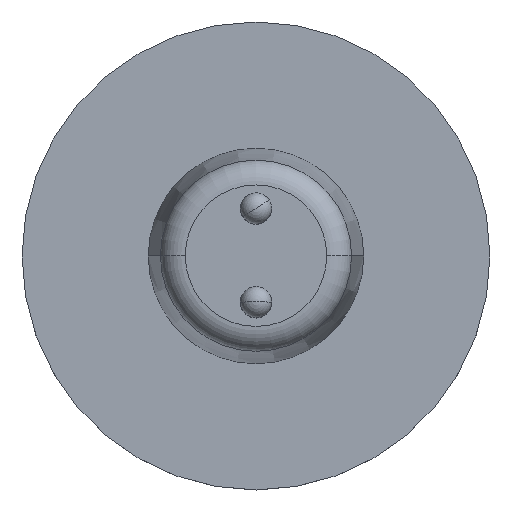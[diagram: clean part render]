
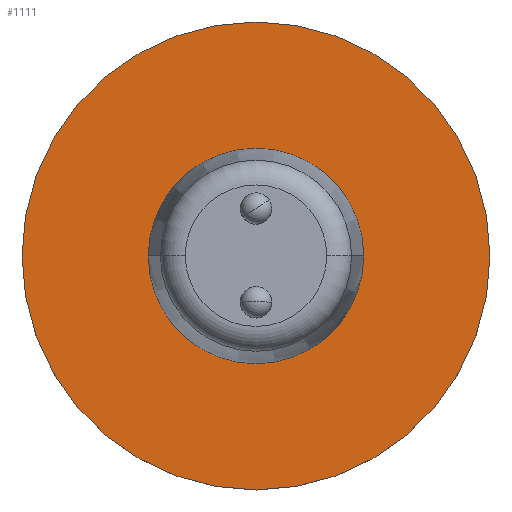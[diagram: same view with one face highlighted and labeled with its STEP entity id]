
A CAD part, top view. The second image highlights one B-rep face of the part: STEP entity #1111.
In plain terms, the highlighted planar face has unit normal (0, 0, 1).
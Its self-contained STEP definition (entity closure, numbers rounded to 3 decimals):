
#612=CARTESIAN_POINT('',(0.,0.,1.));
#613=DIRECTION('',(0.,0.,1.));
#614=DIRECTION('',(-1.,0.,0.));
#615=AXIS2_PLACEMENT_3D('',#612,#613,#614);
#617=CARTESIAN_POINT('',(0.,0.,1.));
#618=DIRECTION('',(0.,0.,1.));
#619=DIRECTION('',(1.,0.,0.));
#620=AXIS2_PLACEMENT_3D('',#617,#618,#619);
#622=CARTESIAN_POINT('',(0.,0.,1.));
#623=DIRECTION('',(0.,0.,-1.));
#624=DIRECTION('',(1.,0.,0.));
#625=AXIS2_PLACEMENT_3D('',#622,#623,#624);
#627=CARTESIAN_POINT('',(0.,0.,1.));
#628=DIRECTION('',(0.,0.,-1.));
#629=DIRECTION('',(-1.,0.,0.));
#630=AXIS2_PLACEMENT_3D('',#627,#628,#629);
#728=CARTESIAN_POINT('',(3.455,0.,1.));
#729=CARTESIAN_POINT('',(-3.455,0.,1.));
#730=VERTEX_POINT('',#728);
#731=VERTEX_POINT('',#729);
#741=CARTESIAN_POINT('',(-7.5,0.,1.));
#743=VERTEX_POINT('',#741);
#769=CARTESIAN_POINT('',(7.5,0.,1.));
#770=VERTEX_POINT('',#769);
#1096=CARTESIAN_POINT('',(0.,0.,1.));
#1097=DIRECTION('',(0.,0.,1.));
#1098=DIRECTION('',(1.,0.,0.));
#1099=AXIS2_PLACEMENT_3D('',#1096,#1097,#1098);
#1100=PLANE('',#1099);
#1101=ORIENTED_EDGE('',*,*,#1078,.F.);
#1102=ORIENTED_EDGE('',*,*,#1088,.F.);
#1103=EDGE_LOOP('',(#1101,#1102));
#1104=FACE_OUTER_BOUND('',#1103,.F.);
#1106=ORIENTED_EDGE('',*,*,#1105,.F.);
#1108=ORIENTED_EDGE('',*,*,#1107,.F.);
#1109=EDGE_LOOP('',(#1106,#1108));
#1110=FACE_BOUND('',#1109,.F.);
#1111=ADVANCED_FACE('',(#1104,#1110),#1100,.T.);
#616=CIRCLE('',#615,7.5);
#621=CIRCLE('',#620,7.5);
#626=CIRCLE('',#625,3.455);
#631=CIRCLE('',#630,3.455);
#1078=EDGE_CURVE('',#743,#770,#616,.T.);
#1088=EDGE_CURVE('',#770,#743,#621,.T.);
#1105=EDGE_CURVE('',#730,#731,#626,.T.);
#1107=EDGE_CURVE('',#731,#730,#631,.T.);
